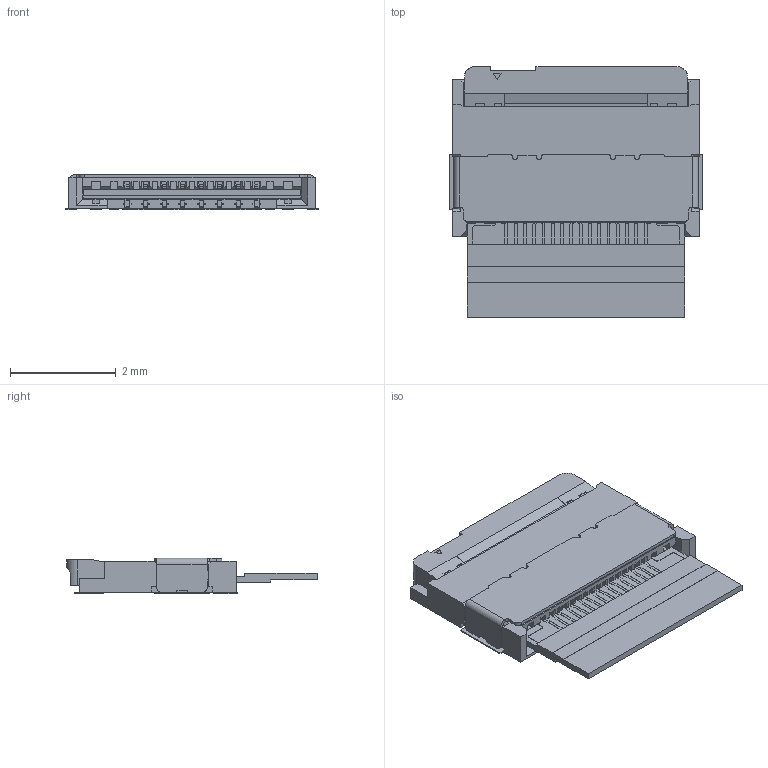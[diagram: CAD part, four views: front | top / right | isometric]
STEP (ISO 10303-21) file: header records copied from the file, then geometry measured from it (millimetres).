
FILE_DESCRIPTION(/* description */ (''),/* implementation_level */ '2;1');
FILE_NAME(/* name */ '220516__FJ_PF018-C17B-N07_3D_Close_stp.stp',/* time_stamp */ '2024-10-09T09:37:03+09:00',/* author */ (''),/* organization */ (''),/* preprocessor_version */ 'ST-DEVELOPER v16.7',/* originating_system */ 'SIEMENS PLM Software NX 1899',/* authorisation */ '');
FILE_SCHEMA (('AP203_CONFIGURATION_CONTROLLED_3D_DESIGN_OF_MECHANICAL_PARTS_AND_ASSEMBLIES_MIM_LF { 1 0 10303 403 2 1 2}'));
Length unit declared in the file: millimetre
Products named in the file (1): nwki8F7C1B2C2bp7
Bounding box: 4.76 x 4.73 x 0.67 mm (x, y, z)
Volume: 8.3 mm3; surface area: 89.1 mm2
Topology: 23 solids, 23 shells, 1500 faces, 4144 edges, 2720 vertices
Faces by surface type: plane 1383, cylinder 117
Entity records: 47499 total; most frequent: CARTESIAN_POINT 8519, ORIENTED_EDGE 8288, DIRECTION 7342, EDGE_CURVE 4144, LINE 3864, VECTOR 3864, VERTEX_POINT 2724, AXIS2_PLACEMENT_3D 1739
